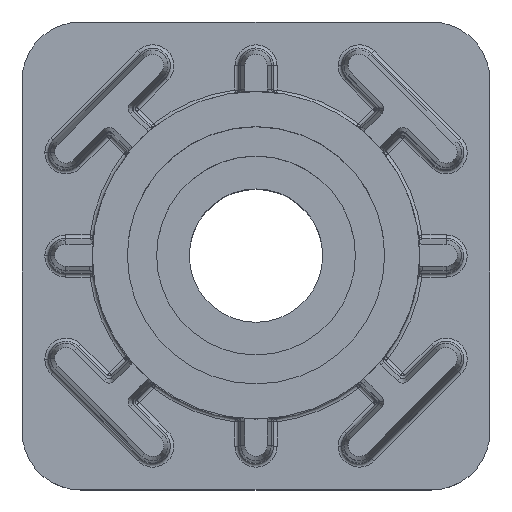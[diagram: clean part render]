
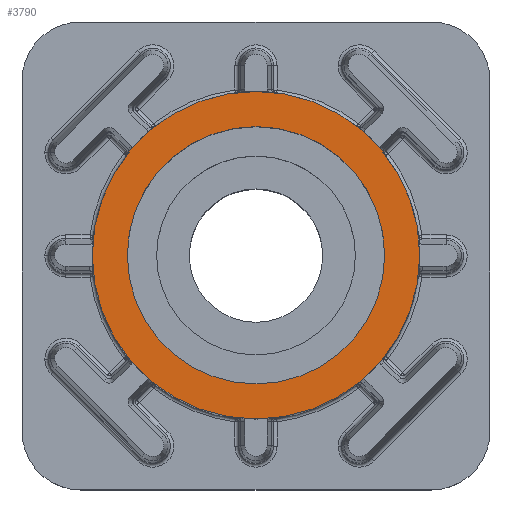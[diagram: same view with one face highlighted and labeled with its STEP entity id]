
A CAD part, top view. The second image highlights one B-rep face of the part: STEP entity #3790.
In plain terms, the highlighted planar face has unit normal (0, 0, 1).
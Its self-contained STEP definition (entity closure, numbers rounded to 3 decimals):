
#109 = AXIS2_PLACEMENT_3D ( 'NONE', #3054, #9430, #3957 ) ;
#437 = DIRECTION ( 'NONE',  ( 0., 0., 1. ) ) ;
#542 = CARTESIAN_POINT ( 'NONE',  ( 0., 0., 43. ) ) ;
#902 = EDGE_LOOP ( 'NONE', ( #10660, #3155 ) ) ;
#1495 = DIRECTION ( 'NONE',  ( 1., 0., 0. ) ) ;
#1527 = CARTESIAN_POINT ( 'NONE',  ( 0., 0., 43. ) ) ;
#1669 = AXIS2_PLACEMENT_3D ( 'NONE', #7696, #437, #6873 ) ;
#2185 = VERTEX_POINT ( 'NONE', #7662 ) ;
#2286 = EDGE_CURVE ( 'NONE', #5228, #2185, #4929, .T. ) ;
#2367 = ORIENTED_EDGE ( 'NONE', *, *, #6342, .T. ) ;
#2456 = DIRECTION ( 'NONE',  ( 1., 0., 0. ) ) ;
#3054 = CARTESIAN_POINT ( 'NONE',  ( 0., 0., 43. ) ) ;
#3155 = ORIENTED_EDGE ( 'NONE', *, *, #6742, .F. ) ;
#3191 = FACE_BOUND ( 'NONE', #902, .T. ) ;
#3288 = VERTEX_POINT ( 'NONE', #4200 ) ;
#3790 = ADVANCED_FACE ( 'NONE', ( #3191, #5606 ), #5024, .T. ) ;
#3957 = DIRECTION ( 'NONE',  ( 1., 0., 0. ) ) ;
#4200 = CARTESIAN_POINT ( 'NONE',  ( -14., 0., 43. ) ) ;
#4929 = CIRCLE ( 'NONE', #5700, 11. ) ;
#5024 = PLANE ( 'NONE',  #1669 ) ;
#5064 = DIRECTION ( 'NONE',  ( 0., 0., 1. ) ) ;
#5228 = VERTEX_POINT ( 'NONE', #6424 ) ;
#5412 = CIRCLE ( 'NONE', #109, 11. ) ;
#5513 = VERTEX_POINT ( 'NONE', #8940 ) ;
#5606 = FACE_OUTER_BOUND ( 'NONE', #9222, .T. ) ;
#5700 = AXIS2_PLACEMENT_3D ( 'NONE', #10530, #5064, #11453 ) ;
#6210 = ORIENTED_EDGE ( 'NONE', *, *, #10109, .T. ) ;
#6342 = EDGE_CURVE ( 'NONE', #3288, #5513, #10992, .T. ) ;
#6424 = CARTESIAN_POINT ( 'NONE',  ( -11., 0., 43. ) ) ;
#6742 = EDGE_CURVE ( 'NONE', #2185, #5228, #5412, .T. ) ;
#6873 = DIRECTION ( 'NONE',  ( 1., 0., 0. ) ) ;
#6978 = DIRECTION ( 'NONE',  ( 0., 0., 1. ) ) ;
#7347 = AXIS2_PLACEMENT_3D ( 'NONE', #542, #6978, #1495 ) ;
#7662 = CARTESIAN_POINT ( 'NONE',  ( 11., 0., 43. ) ) ;
#7696 = CARTESIAN_POINT ( 'NONE',  ( 0., 0., 43. ) ) ;
#7745 = AXIS2_PLACEMENT_3D ( 'NONE', #1527, #7903, #2456 ) ;
#7903 = DIRECTION ( 'NONE',  ( 0., 0., 1. ) ) ;
#8940 = CARTESIAN_POINT ( 'NONE',  ( 14., 0., 43. ) ) ;
#9222 = EDGE_LOOP ( 'NONE', ( #2367, #6210 ) ) ;
#9430 = DIRECTION ( 'NONE',  ( 0., 0., 1. ) ) ;
#10109 = EDGE_CURVE ( 'NONE', #5513, #3288, #11060, .T. ) ;
#10530 = CARTESIAN_POINT ( 'NONE',  ( 0., 0., 43. ) ) ;
#10660 = ORIENTED_EDGE ( 'NONE', *, *, #2286, .F. ) ;
#10992 = CIRCLE ( 'NONE', #7347, 14. ) ;
#11060 = CIRCLE ( 'NONE', #7745, 14. ) ;
#11453 = DIRECTION ( 'NONE',  ( 1., 0., 0. ) ) ;
